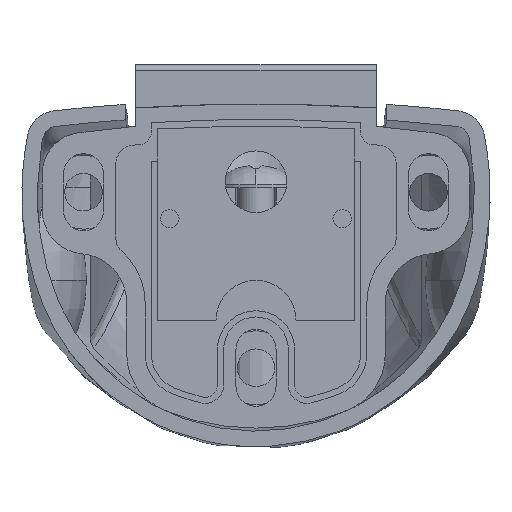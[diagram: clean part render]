
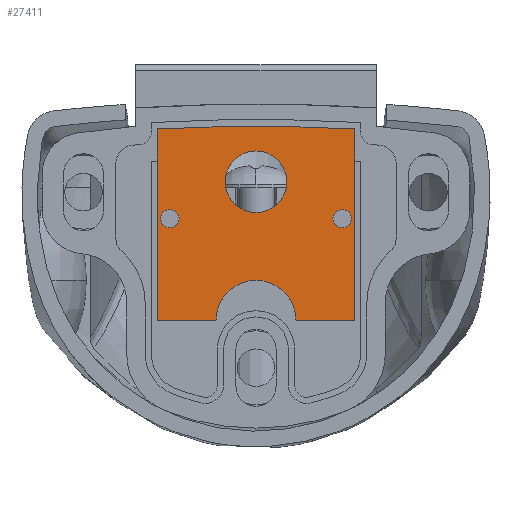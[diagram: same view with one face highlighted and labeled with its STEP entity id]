
A CAD part, front view. The second image highlights one B-rep face of the part: STEP entity #27411.
In plain terms, the highlighted planar face has unit normal (0, -1, 0).
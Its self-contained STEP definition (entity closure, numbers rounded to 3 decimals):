
#9 = EDGE_CURVE ( 'NONE', #13045, #13051, #20592, .T. ) ;
#10 = EDGE_CURVE ( 'NONE', #13044, #13080, #12105, .T. ) ;
#19 = EDGE_CURVE ( 'NONE', #18365, #13049, #12077, .T. ) ;
#45 = EDGE_CURVE ( 'NONE', #13033, #13071, #12225, .T. ) ;
#53 = EDGE_CURVE ( 'NONE', #13071, #13045, #20623, .T. ) ;
#12077 = CIRCLE ( 'NONE', #12239, 5. ) ;
#12105 = CIRCLE ( 'NONE', #12164, 1.5 ) ;
#12110 = VECTOR ( 'NONE', #22855, 1000. ) ;
#12164 = AXIS2_PLACEMENT_3D ( 'NONE', #22777, #23029, #22963 ) ;
#12215 = VECTOR ( 'NONE', #15717, 1000. ) ;
#12225 = CIRCLE ( 'NONE', #12252, 300. ) ;
#12239 = AXIS2_PLACEMENT_3D ( 'NONE', #22879, #22922, #22976 ) ;
#12252 = AXIS2_PLACEMENT_3D ( 'NONE', #15670, #15736, #15730 ) ;
#12980 = VERTEX_POINT ( 'NONE', #20037 ) ;
#13033 = VERTEX_POINT ( 'NONE', #20299 ) ;
#13044 = VERTEX_POINT ( 'NONE', #20267 ) ;
#13045 = VERTEX_POINT ( 'NONE', #20242 ) ;
#13049 = VERTEX_POINT ( 'NONE', #20243 ) ;
#13051 = VERTEX_POINT ( 'NONE', #20097 ) ;
#13071 = VERTEX_POINT ( 'NONE', #20265 ) ;
#13080 = VERTEX_POINT ( 'NONE', #20364 ) ;
#13178 = VERTEX_POINT ( 'NONE', #19969 ) ;
#13186 = VERTEX_POINT ( 'NONE', #20154 ) ;
#15670 = CARTESIAN_POINT ( 'NONE',  ( 0., 0., -291. ) ) ;
#15717 = DIRECTION ( 'NONE',  ( 0., 0., -1. ) ) ;
#15730 = DIRECTION ( 'NONE',  ( 0., 0., -1. ) ) ;
#15736 = DIRECTION ( 'NONE',  ( 0., 1., 0. ) ) ;
#15817 = CARTESIAN_POINT ( 'NONE',  ( 16., 0., -22.5 ) ) ;
#18335 = VERTEX_POINT ( 'NONE', #40187 ) ;
#18365 = VERTEX_POINT ( 'NONE', #40029 ) ;
#18805 = ORIENTED_EDGE ( 'NONE', *, *, #26326, .F. ) ;
#18806 = ORIENTED_EDGE ( 'NONE', *, *, #26362, .F. ) ;
#18807 = ORIENTED_EDGE ( 'NONE', *, *, #26322, .F. ) ;
#18808 = ORIENTED_EDGE ( 'NONE', *, *, #26315, .F. ) ;
#18809 = ORIENTED_EDGE ( 'NONE', *, *, #26324, .F. ) ;
#18810 = ORIENTED_EDGE ( 'NONE', *, *, #9, .F. ) ;
#18811 = ORIENTED_EDGE ( 'NONE', *, *, #53, .F. ) ;
#18812 = ORIENTED_EDGE ( 'NONE', *, *, #45, .F. ) ;
#18814 = ORIENTED_EDGE ( 'NONE', *, *, #19, .T. ) ;
#18815 = ORIENTED_EDGE ( 'NONE', *, *, #26327, .T. ) ;
#18816 = ORIENTED_EDGE ( 'NONE', *, *, #10, .F. ) ;
#18817 = ORIENTED_EDGE ( 'NONE', *, *, #20796, .F. ) ;
#19969 = CARTESIAN_POINT ( 'NONE',  ( 14., 0., -7.5 ) ) ;
#20037 = CARTESIAN_POINT ( 'NONE',  ( 14., 0., -4.5 ) ) ;
#20097 = CARTESIAN_POINT ( 'NONE',  ( 6.5, 0., -22.5 ) ) ;
#20154 = CARTESIAN_POINT ( 'NONE',  ( -6.5, 0., -22.5 ) ) ;
#20242 = CARTESIAN_POINT ( 'NONE',  ( 16., 0., -22.5 ) ) ;
#20243 = CARTESIAN_POINT ( 'NONE',  ( 0., 0., -5. ) ) ;
#20265 = CARTESIAN_POINT ( 'NONE',  ( 16., 0., 8.573 ) ) ;
#20267 = CARTESIAN_POINT ( 'NONE',  ( -14., 0., -4.5 ) ) ;
#20299 = CARTESIAN_POINT ( 'NONE',  ( -16., 0., 8.573 ) ) ;
#20364 = CARTESIAN_POINT ( 'NONE',  ( -14., 0., -7.5 ) ) ;
#20592 = LINE ( 'NONE', #22870, #12110 ) ;
#20623 = LINE ( 'NONE', #15817, #12215 ) ;
#20796 = EDGE_CURVE ( 'NONE', #13080, #13044, #21629, .T. ) ;
#21615 = AXIS2_PLACEMENT_3D ( 'NONE', #33646, #33647, #33648 ) ;
#21629 = CIRCLE ( 'NONE', #21615, 1.5 ) ;
#22777 = CARTESIAN_POINT ( 'NONE',  ( -14., 0., -6. ) ) ;
#22855 = DIRECTION ( 'NONE',  ( -1., 0., 0. ) ) ;
#22870 = CARTESIAN_POINT ( 'NONE',  ( 6.5, 0., -22.5 ) ) ;
#22879 = CARTESIAN_POINT ( 'NONE',  ( 0., 0., 0. ) ) ;
#22922 = DIRECTION ( 'NONE',  ( 0., 1., 0. ) ) ;
#22963 = DIRECTION ( 'NONE',  ( 0., 0., -1. ) ) ;
#22976 = DIRECTION ( 'NONE',  ( 0., 0., 1. ) ) ;
#23029 = DIRECTION ( 'NONE',  ( 0., -1., 0. ) ) ;
#26315 = EDGE_CURVE ( 'NONE', #13051, #13186, #29436, .T. ) ;
#26322 = EDGE_CURVE ( 'NONE', #13178, #12980, #29448, .T. ) ;
#26324 = EDGE_CURVE ( 'NONE', #13186, #18335, #45990, .T. ) ;
#26326 = EDGE_CURVE ( 'NONE', #12980, #13178, #29445, .T. ) ;
#26327 = EDGE_CURVE ( 'NONE', #13049, #18365, #29439, .T. ) ;
#26362 = EDGE_CURVE ( 'NONE', #18335, #13033, #46021, .T. ) ;
#26440 = AXIS2_PLACEMENT_3D ( 'NONE', #44895, #44896, #44897 ) ;
#27411 = ADVANCED_FACE ( 'NONE', ( #46068, #46071, #46072, #46073 ), #44894, .T. ) ;
#29436 = CIRCLE ( 'NONE', #29441, 6.5 ) ;
#29439 = CIRCLE ( 'NONE', #29458, 5. ) ;
#29441 = AXIS2_PLACEMENT_3D ( 'NONE', #35092, #35093, #35094 ) ;
#29445 = CIRCLE ( 'NONE', #29457, 1.5 ) ;
#29448 = CIRCLE ( 'NONE', #29452, 1.5 ) ;
#29452 = AXIS2_PLACEMENT_3D ( 'NONE', #44637, #44638, #44639 ) ;
#29454 = VECTOR ( 'NONE', #44643, 1000. ) ;
#29457 = AXIS2_PLACEMENT_3D ( 'NONE', #44646, #44647, #44648 ) ;
#29458 = AXIS2_PLACEMENT_3D ( 'NONE', #44649, #44650, #44651 ) ;
#29788 = EDGE_LOOP ( 'NONE', ( #18805, #18807 ) ) ;
#29789 = EDGE_LOOP ( 'NONE', ( #18806, #18809, #18808, #18810, #18811, #18812 ) ) ;
#29790 = EDGE_LOOP ( 'NONE', ( #18815, #18814 ) ) ;
#29791 = EDGE_LOOP ( 'NONE', ( #18816, #18817 ) ) ;
#33646 = CARTESIAN_POINT ( 'NONE',  ( -14., 0., -6. ) ) ;
#33647 = DIRECTION ( 'NONE',  ( 0., -1., 0. ) ) ;
#33648 = DIRECTION ( 'NONE',  ( 0., 0., -1. ) ) ;
#35092 = CARTESIAN_POINT ( 'NONE',  ( 0., 0., -22.5 ) ) ;
#35093 = DIRECTION ( 'NONE',  ( 0., -1., 0. ) ) ;
#35094 = DIRECTION ( 'NONE',  ( 0., 0., 1. ) ) ;
#40029 = CARTESIAN_POINT ( 'NONE',  ( 0., 0., 5. ) ) ;
#40187 = CARTESIAN_POINT ( 'NONE',  ( -16., 0., -22.5 ) ) ;
#44637 = CARTESIAN_POINT ( 'NONE',  ( 14., 0., -6. ) ) ;
#44638 = DIRECTION ( 'NONE',  ( 0., -1., 0. ) ) ;
#44639 = DIRECTION ( 'NONE',  ( 0., 0., -1. ) ) ;
#44642 = CARTESIAN_POINT ( 'NONE',  ( -16., 0., -22.5 ) ) ;
#44643 = DIRECTION ( 'NONE',  ( -1., 0., 0. ) ) ;
#44646 = CARTESIAN_POINT ( 'NONE',  ( 14., 0., -6. ) ) ;
#44647 = DIRECTION ( 'NONE',  ( 0., -1., 0. ) ) ;
#44648 = DIRECTION ( 'NONE',  ( 0., 0., -1. ) ) ;
#44649 = CARTESIAN_POINT ( 'NONE',  ( 0., 0., 0. ) ) ;
#44650 = DIRECTION ( 'NONE',  ( 0., 1., 0. ) ) ;
#44651 = DIRECTION ( 'NONE',  ( 0., 0., 1. ) ) ;
#44725 = CARTESIAN_POINT ( 'NONE',  ( -16., 0., -22.5 ) ) ;
#44726 = DIRECTION ( 'NONE',  ( 0., 0., 1. ) ) ;
#44894 = PLANE ( 'NONE',  #26440 ) ;
#44895 = CARTESIAN_POINT ( 'NONE',  ( 0., 0., -291. ) ) ;
#44896 = DIRECTION ( 'NONE',  ( 0., -1., 0. ) ) ;
#44897 = DIRECTION ( 'NONE',  ( 0., 0., -1. ) ) ;
#45942 = VECTOR ( 'NONE', #44726, 1000. ) ;
#45990 = LINE ( 'NONE', #44642, #29454 ) ;
#46021 = LINE ( 'NONE', #44725, #45942 ) ;
#46068 = FACE_BOUND ( 'NONE', #29788, .T. ) ;
#46071 = FACE_OUTER_BOUND ( 'NONE', #29789, .T. ) ;
#46072 = FACE_BOUND ( 'NONE', #29790, .T. ) ;
#46073 = FACE_BOUND ( 'NONE', #29791, .T. ) ;
